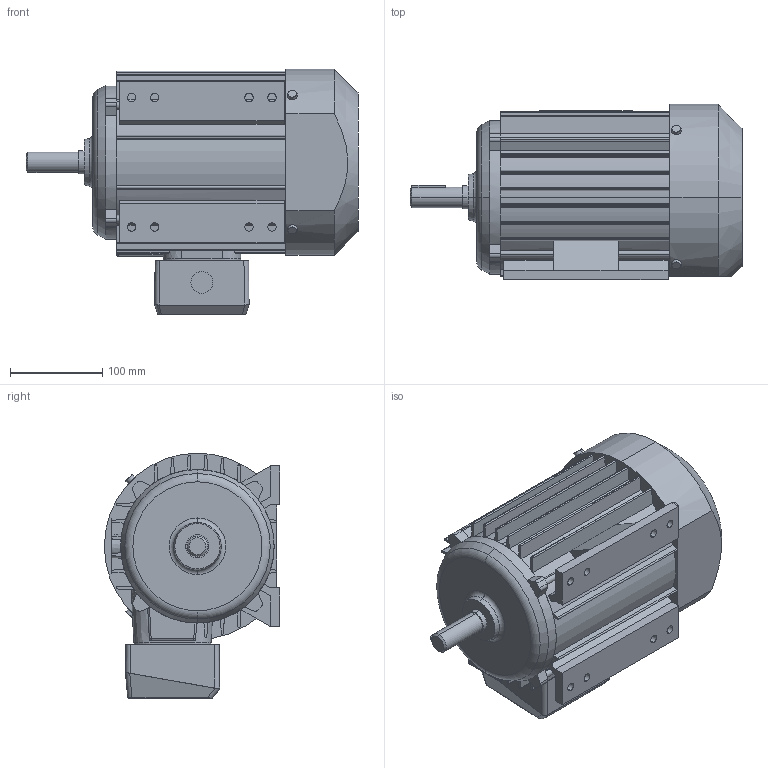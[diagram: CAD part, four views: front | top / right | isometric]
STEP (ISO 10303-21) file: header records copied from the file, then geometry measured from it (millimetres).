
FILE_DESCRIPTION (( 'STEP AP203' ), '1' );
FILE_NAME ('SIE145T.STEP', '2012-10-25T09:58:24', ( 'INDUKTA' ), ( 'INDUKTA' ), 'SwSTEP 2.0', 'SolidWorks 2003064', '' );
FILE_SCHEMA (( 'CONFIG_CONTROL_DESIGN' ));
Length unit declared in the file: millimetre
Products named in the file (1): SIE145T
Bounding box: 359.3 x 189.75 x 265.85 mm (x, y, z)
Volume: 8158770.9 mm3; surface area: 427032.8 mm2
Topology: 5 solids, 5 shells, 497 faces, 1307 edges, 843 vertices
Faces by surface type: plane 306, cylinder 142, bspline 24, cone 19, torus 4, sphere 2
Entity records: 18694 total; most frequent: CARTESIAN_POINT 6436, ORIENTED_EDGE 2614, DIRECTION 2433, EDGE_CURVE 1307, LINE 865, VECTOR 865, VERTEX_POINT 843, AXIS2_PLACEMENT_3D 784
